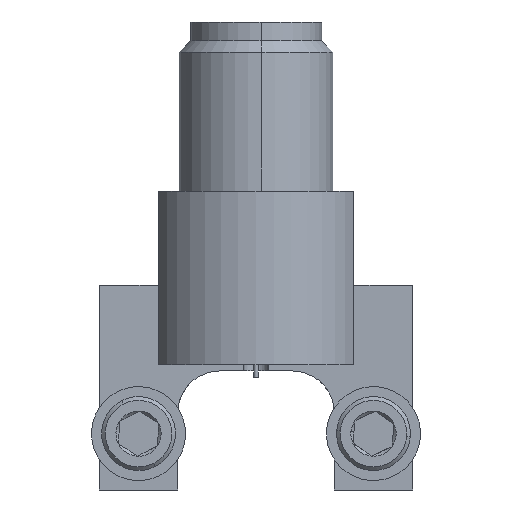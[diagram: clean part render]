
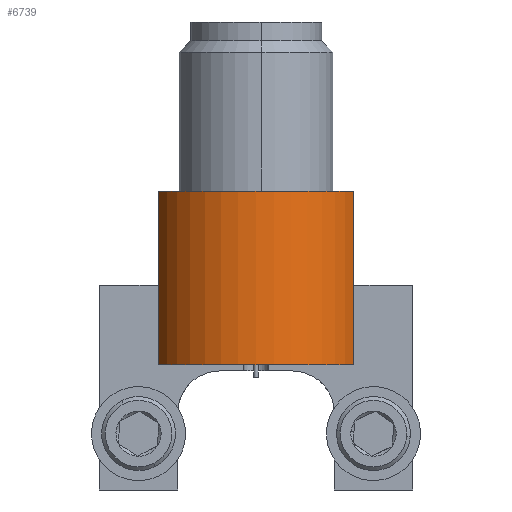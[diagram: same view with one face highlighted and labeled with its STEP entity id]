
A CAD part, front view. The second image highlights one B-rep face of the part: STEP entity #6739.
In plain terms, the highlighted cylindrical face has radius 4.318 mm (diameter 8.636 mm), a partial arc.
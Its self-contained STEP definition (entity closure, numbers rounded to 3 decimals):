
#441 = CARTESIAN_POINT ( 'NONE',  ( -3.962, -1.716, -7.036 ) ) ;
#688 = DIRECTION ( 'NONE',  ( 1., 0., 0. ) ) ;
#1110 = VERTEX_POINT ( 'NONE', #10636 ) ;
#2219 = EDGE_CURVE ( 'NONE', #12566, #6793, #3265, .T. ) ;
#2533 = CARTESIAN_POINT ( 'NONE',  ( 3.962, -1.716, -7.26 ) ) ;
#2748 = LINE ( 'NONE', #2533, #17540 ) ;
#3265 = CIRCLE ( 'NONE', #9456, 4.318 ) ;
#3315 = CARTESIAN_POINT ( 'NONE',  ( -3.962, -1.716, 0. ) ) ;
#3515 = DIRECTION ( 'NONE',  ( 0., 0., 1. ) ) ;
#3613 = DIRECTION ( 'NONE',  ( 0., 0., 1. ) ) ;
#3966 = DIRECTION ( 'NONE',  ( 0., 0., 1. ) ) ;
#4066 = EDGE_LOOP ( 'NONE', ( #10724, #18196, #16104, #8730 ) ) ;
#4409 = VERTEX_POINT ( 'NONE', #441 ) ;
#5165 = VECTOR ( 'NONE', #18140, 1000. ) ;
#6301 = EDGE_CURVE ( 'NONE', #4409, #1110, #12649, .T. ) ;
#6739 = ADVANCED_FACE ( 'NONE', ( #12615 ), #18389, .T. ) ;
#6793 = VERTEX_POINT ( 'NONE', #12369 ) ;
#6828 = EDGE_CURVE ( 'NONE', #4409, #12566, #8992, .T. ) ;
#6936 = AXIS2_PLACEMENT_3D ( 'NONE', #17754, #3515, #688 ) ;
#7286 = DIRECTION ( 'NONE',  ( 0., 0., 1. ) ) ;
#8730 = ORIENTED_EDGE ( 'NONE', *, *, #6828, .F. ) ;
#8992 = LINE ( 'NONE', #15229, #5165 ) ;
#9456 = AXIS2_PLACEMENT_3D ( 'NONE', #12270, #3613, #13690 ) ;
#10636 = CARTESIAN_POINT ( 'NONE',  ( 3.962, -1.716, -7.036 ) ) ;
#10724 = ORIENTED_EDGE ( 'NONE', *, *, #6301, .T. ) ;
#12270 = CARTESIAN_POINT ( 'NONE',  ( 0., 0., 0. ) ) ;
#12369 = CARTESIAN_POINT ( 'NONE',  ( 3.962, -1.716, 0. ) ) ;
#12566 = VERTEX_POINT ( 'NONE', #3315 ) ;
#12615 = FACE_OUTER_BOUND ( 'NONE', #4066, .T. ) ;
#12649 = CIRCLE ( 'NONE', #13163, 4.318 ) ;
#13163 = AXIS2_PLACEMENT_3D ( 'NONE', #15855, #7286, #17283 ) ;
#13690 = DIRECTION ( 'NONE',  ( 1., 0., 0. ) ) ;
#15229 = CARTESIAN_POINT ( 'NONE',  ( -3.962, -1.716, -7.26 ) ) ;
#15855 = CARTESIAN_POINT ( 'NONE',  ( 0., 0., -7.036 ) ) ;
#16104 = ORIENTED_EDGE ( 'NONE', *, *, #2219, .F. ) ;
#17186 = EDGE_CURVE ( 'NONE', #1110, #6793, #2748, .T. ) ;
#17283 = DIRECTION ( 'NONE',  ( 0., -1., 0. ) ) ;
#17540 = VECTOR ( 'NONE', #3966, 1000. ) ;
#17754 = CARTESIAN_POINT ( 'NONE',  ( 0., 0., 1.863 ) ) ;
#18140 = DIRECTION ( 'NONE',  ( 0., 0., 1. ) ) ;
#18196 = ORIENTED_EDGE ( 'NONE', *, *, #17186, .T. ) ;
#18389 = CYLINDRICAL_SURFACE ( 'NONE', #6936, 4.318 ) ;
